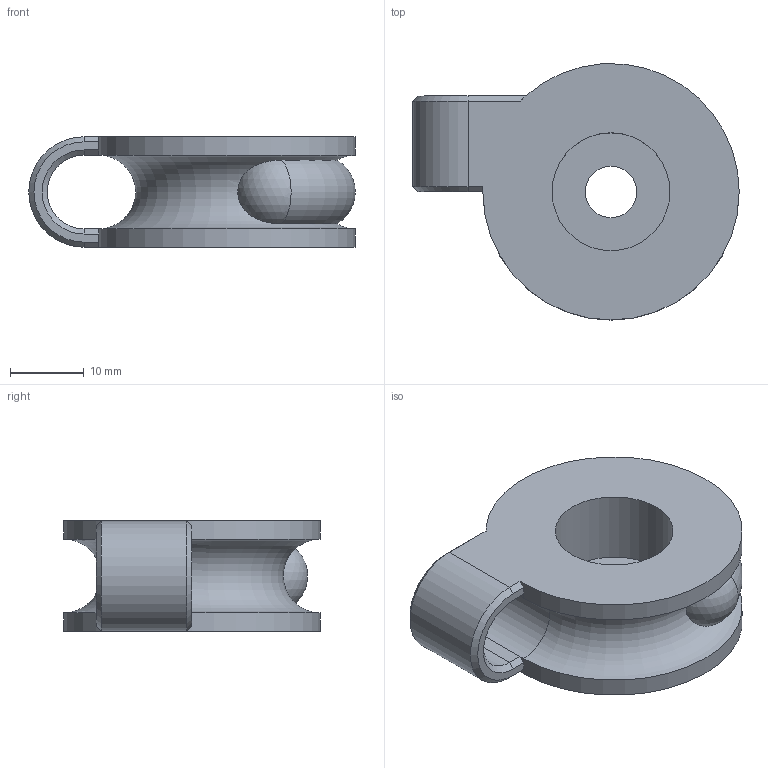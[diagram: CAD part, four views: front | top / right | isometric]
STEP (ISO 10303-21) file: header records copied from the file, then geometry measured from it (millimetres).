
FILE_DESCRIPTION(('FreeCAD Model'),'2;1');
FILE_NAME('Open CASCADE Shape Model','2025-11-23T12:18:10',(''),(''), 'Open CASCADE STEP processor 7.6','FreeCAD','Unknown');
FILE_SCHEMA(('AUTOMOTIVE_DESIGN { 1 0 10303 214 1 1 1 1 }'));
Length unit declared in the file: millimetre
Products named in the file (1): SubtractivePipe002
Bounding box: 44.3 x 34.76 x 15 mm (x, y, z)
Volume: 10161.3 mm3; surface area: 5204.9 mm2
Topology: 1 solids, 1 shells, 35 faces, 85 edges, 52 vertices
Faces by surface type: plane 17, cylinder 8, cone 4, torus 3, sphere 2, revolution 1
Full cylindrical faces by diameter (mm): 7 x1, 16 x1
Entity records: 3022 total; most frequent: CARTESIAN_POINT 1310, DIRECTION 316, ORIENTED_EDGE 170, PCURVE 170, DEFINITIONAL_REPRESENTATION 170, LINE 160, VECTOR 160, EDGE_CURVE 85
